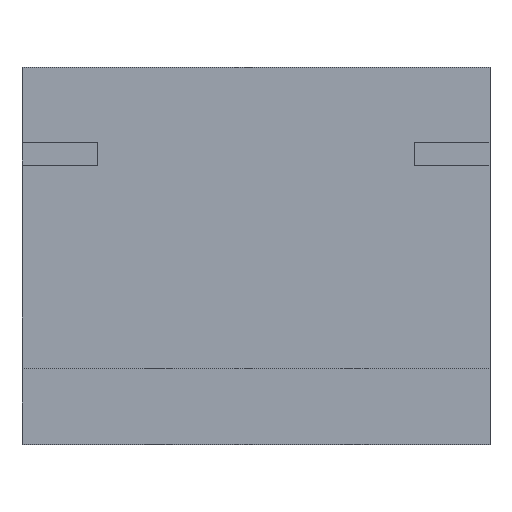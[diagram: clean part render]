
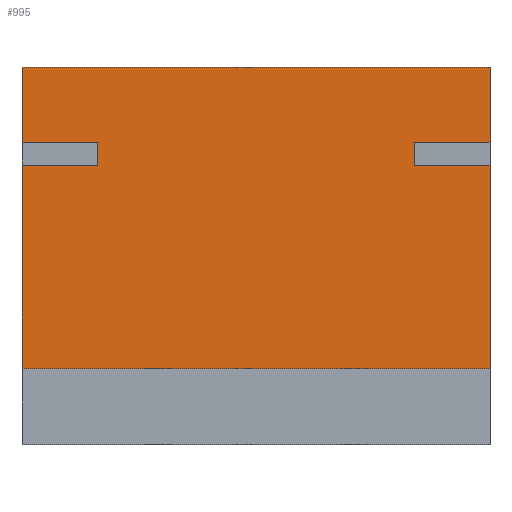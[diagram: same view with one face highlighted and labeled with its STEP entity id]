
A CAD part, top view. The second image highlights one B-rep face of the part: STEP entity #995.
In plain terms, the highlighted planar face has unit normal (0, 0, 1).
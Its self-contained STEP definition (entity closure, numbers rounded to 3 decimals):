
#2 = DIRECTION ( 'NONE',  ( -1., 0., 0. ) ) ;
#15 = CARTESIAN_POINT ( 'NONE',  ( 0., 37., -32. ) ) ;
#21 = DIRECTION ( 'NONE',  ( 0., -1., 0. ) ) ;
#23 = CARTESIAN_POINT ( 'NONE',  ( 62., 50., -32. ) ) ;
#25 = VERTEX_POINT ( 'NONE', #748 ) ;
#31 = LINE ( 'NONE', #167, #50 ) ;
#50 = VECTOR ( 'NONE', #956, 1000. ) ;
#51 = VECTOR ( 'NONE', #598, 1000. ) ;
#64 = LINE ( 'NONE', #669, #284 ) ;
#86 = EDGE_CURVE ( 'NONE', #161, #25, #844, .T. ) ;
#91 = ORIENTED_EDGE ( 'NONE', *, *, #378, .F. ) ;
#108 = ORIENTED_EDGE ( 'NONE', *, *, #597, .F. ) ;
#109 = VERTEX_POINT ( 'NONE', #1004 ) ;
#122 = LINE ( 'NONE', #430, #1003 ) ;
#159 = ORIENTED_EDGE ( 'NONE', *, *, #510, .T. ) ;
#161 = VERTEX_POINT ( 'NONE', #696 ) ;
#165 = CARTESIAN_POINT ( 'NONE',  ( 10., 50., -32. ) ) ;
#167 = CARTESIAN_POINT ( 'NONE',  ( 0., 40., -32. ) ) ;
#190 = VECTOR ( 'NONE', #456, 1000. ) ;
#241 = CARTESIAN_POINT ( 'NONE',  ( 0., 40., -32. ) ) ;
#244 = CARTESIAN_POINT ( 'NONE',  ( 52., 50., -32. ) ) ;
#269 = DIRECTION ( 'NONE',  ( 1., 0., 0. ) ) ;
#274 = LINE ( 'NONE', #913, #190 ) ;
#276 = VECTOR ( 'NONE', #850, 1000. ) ;
#283 = LINE ( 'NONE', #735, #334 ) ;
#284 = VECTOR ( 'NONE', #593, 1000. ) ;
#288 = ORIENTED_EDGE ( 'NONE', *, *, #446, .T. ) ;
#304 = CARTESIAN_POINT ( 'NONE',  ( 52., 40., -32. ) ) ;
#311 = ORIENTED_EDGE ( 'NONE', *, *, #86, .T. ) ;
#334 = VECTOR ( 'NONE', #269, 1000. ) ;
#352 = CARTESIAN_POINT ( 'NONE',  ( 0., 10., -32. ) ) ;
#374 = ORIENTED_EDGE ( 'NONE', *, *, #943, .T. ) ;
#378 = EDGE_CURVE ( 'NONE', #578, #411, #868, .T. ) ;
#379 = VECTOR ( 'NONE', #21, 1000. ) ;
#385 = VERTEX_POINT ( 'NONE', #737 ) ;
#386 = CARTESIAN_POINT ( 'NONE',  ( 0., 37., -32. ) ) ;
#411 = VERTEX_POINT ( 'NONE', #499 ) ;
#416 = ORIENTED_EDGE ( 'NONE', *, *, #437, .F. ) ;
#428 = CARTESIAN_POINT ( 'NONE',  ( 0., 50., -32. ) ) ;
#430 = CARTESIAN_POINT ( 'NONE',  ( 62., 40., -32. ) ) ;
#437 = EDGE_CURVE ( 'NONE', #109, #594, #590, .T. ) ;
#439 = LINE ( 'NONE', #15, #776 ) ;
#446 = EDGE_CURVE ( 'NONE', #924, #885, #64, .T. ) ;
#456 = DIRECTION ( 'NONE',  ( 1., 0., 0. ) ) ;
#459 = DIRECTION ( 'NONE',  ( 1., 0., 0. ) ) ;
#467 = VERTEX_POINT ( 'NONE', #984 ) ;
#470 = DIRECTION ( 'NONE',  ( 0., 0., -1. ) ) ;
#475 = EDGE_CURVE ( 'NONE', #467, #594, #122, .T. ) ;
#478 = VECTOR ( 'NONE', #459, 1000. ) ;
#499 = CARTESIAN_POINT ( 'NONE',  ( 52., 37., -32. ) ) ;
#510 = EDGE_CURVE ( 'NONE', #578, #467, #274, .T. ) ;
#545 = PLANE ( 'NONE',  #953 ) ;
#556 = DIRECTION ( 'NONE',  ( 0., 1., 0. ) ) ;
#558 = VECTOR ( 'NONE', #926, 1000. ) ;
#578 = VERTEX_POINT ( 'NONE', #304 ) ;
#586 = LINE ( 'NONE', #165, #379 ) ;
#590 = LINE ( 'NONE', #428, #51 ) ;
#593 = DIRECTION ( 'NONE',  ( 0., 1., 0. ) ) ;
#594 = VERTEX_POINT ( 'NONE', #23 ) ;
#597 = EDGE_CURVE ( 'NONE', #781, #385, #439, .T. ) ;
#598 = DIRECTION ( 'NONE',  ( 1., 0., 0. ) ) ;
#608 = EDGE_CURVE ( 'NONE', #161, #109, #31, .T. ) ;
#621 = CARTESIAN_POINT ( 'NONE',  ( 62., 10., -32. ) ) ;
#661 = ORIENTED_EDGE ( 'NONE', *, *, #894, .F. ) ;
#669 = CARTESIAN_POINT ( 'NONE',  ( 62., 37., -32. ) ) ;
#696 = CARTESIAN_POINT ( 'NONE',  ( 0., 40., -32. ) ) ;
#698 = EDGE_CURVE ( 'NONE', #411, #885, #283, .T. ) ;
#722 = ORIENTED_EDGE ( 'NONE', *, *, #608, .F. ) ;
#735 = CARTESIAN_POINT ( 'NONE',  ( 0., 37., -32. ) ) ;
#737 = CARTESIAN_POINT ( 'NONE',  ( 0., 37., -32. ) ) ;
#748 = CARTESIAN_POINT ( 'NONE',  ( 10., 40., -32. ) ) ;
#752 = LINE ( 'NONE', #862, #558 ) ;
#755 = VECTOR ( 'NONE', #955, 1000. ) ;
#774 = CARTESIAN_POINT ( 'NONE',  ( 10., 37., -32. ) ) ;
#775 = FACE_OUTER_BOUND ( 'NONE', #964, .T. ) ;
#776 = VECTOR ( 'NONE', #556, 1000. ) ;
#780 = ORIENTED_EDGE ( 'NONE', *, *, #698, .F. ) ;
#781 = VERTEX_POINT ( 'NONE', #352 ) ;
#783 = CARTESIAN_POINT ( 'NONE',  ( 62., 37., -32. ) ) ;
#793 = ORIENTED_EDGE ( 'NONE', *, *, #846, .T. ) ;
#805 = LINE ( 'NONE', #386, #478 ) ;
#844 = LINE ( 'NONE', #848, #276 ) ;
#846 = EDGE_CURVE ( 'NONE', #781, #924, #752, .T. ) ;
#848 = CARTESIAN_POINT ( 'NONE',  ( 0., 40., -32. ) ) ;
#850 = DIRECTION ( 'NONE',  ( 1., 0., 0. ) ) ;
#862 = CARTESIAN_POINT ( 'NONE',  ( 0., 10., -32. ) ) ;
#868 = LINE ( 'NONE', #244, #755 ) ;
#882 = VERTEX_POINT ( 'NONE', #774 ) ;
#885 = VERTEX_POINT ( 'NONE', #783 ) ;
#894 = EDGE_CURVE ( 'NONE', #385, #882, #805, .T. ) ;
#913 = CARTESIAN_POINT ( 'NONE',  ( 0., 40., -32. ) ) ;
#924 = VERTEX_POINT ( 'NONE', #621 ) ;
#926 = DIRECTION ( 'NONE',  ( 1., 0., 0. ) ) ;
#943 = EDGE_CURVE ( 'NONE', #25, #882, #586, .T. ) ;
#953 = AXIS2_PLACEMENT_3D ( 'NONE', #241, #470, #2 ) ;
#955 = DIRECTION ( 'NONE',  ( 0., -1., 0. ) ) ;
#956 = DIRECTION ( 'NONE',  ( 0., 1., 0. ) ) ;
#964 = EDGE_LOOP ( 'NONE', ( #981, #416, #722, #311, #374, #661, #108, #793, #288, #780, #91, #159 ) ) ;
#981 = ORIENTED_EDGE ( 'NONE', *, *, #475, .T. ) ;
#984 = CARTESIAN_POINT ( 'NONE',  ( 62., 40., -32. ) ) ;
#995 = ADVANCED_FACE ( 'NONE', ( #775 ), #545, .F. ) ;
#999 = DIRECTION ( 'NONE',  ( 0., 1., 0. ) ) ;
#1003 = VECTOR ( 'NONE', #999, 1000. ) ;
#1004 = CARTESIAN_POINT ( 'NONE',  ( 0., 50., -32. ) ) ;
